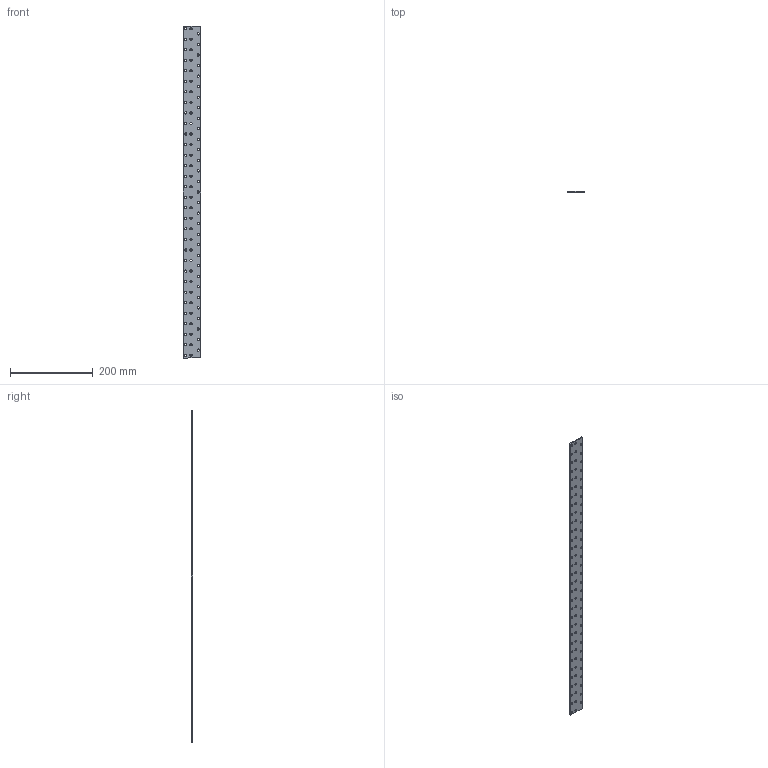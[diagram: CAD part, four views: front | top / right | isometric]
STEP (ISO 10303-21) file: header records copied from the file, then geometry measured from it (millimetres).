
FILE_DESCRIPTION (( 'STEP AP214' ), '1' );
FILE_NAME ('am-2695 L-Rail REV2.STEP', '2018-07-02T14:00:56', ( '' ), ( '' ), 'SwSTEP 2.0', 'SolidWorks 2017', '' );
FILE_SCHEMA (( 'AUTOMOTIVE_DESIGN' ));
Length unit declared in the file: inch
Products named in the file (1): am-2695 L-Rail REV2
Bounding box: 43.09 x 3.17 x 800.1 mm (x, y, z)
Volume: 102708.4 mm3; surface area: 75098.2 mm2
Topology: 1 solids, 1 shells, 200 faces, 594 edges, 396 vertices
Faces by surface type: cylinder 194, plane 6
Entity records: 7366 total; most frequent: DIRECTION 1384, CARTESIAN_POINT 1191, ORIENTED_EDGE 1188, EDGE_CURVE 594, AXIS2_PLACEMENT_3D 589, VERTEX_POINT 396, EDGE_LOOP 390, CIRCLE 388
